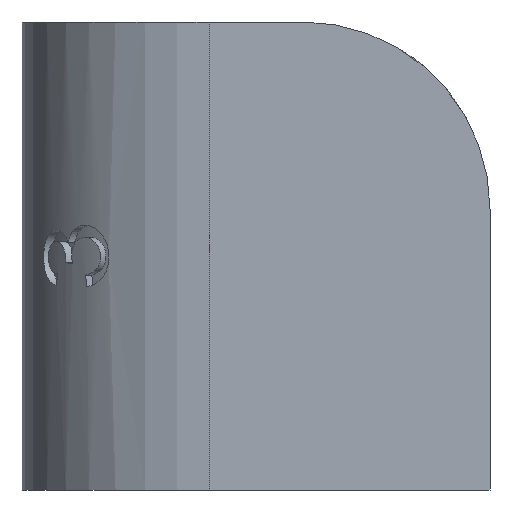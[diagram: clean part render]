
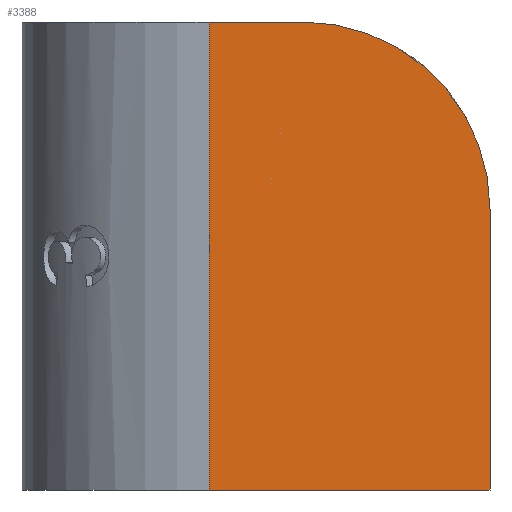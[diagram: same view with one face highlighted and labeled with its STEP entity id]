
A CAD part, front view. The second image highlights one B-rep face of the part: STEP entity #3388.
In plain terms, the highlighted planar face has unit normal (0, -1, 0).
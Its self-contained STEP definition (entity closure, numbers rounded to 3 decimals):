
#3227=CARTESIAN_POINT('',(12.5,-12.5,0.));
#3228=VERTEX_POINT('',#3227);
#3252=CARTESIAN_POINT('',(12.5,-12.5,15.));
#3253=VERTEX_POINT('',#3252);
#3260=CARTESIAN_POINT('',(12.5,-12.5,15.));
#3261=DIRECTION('',(0.,0.,-1.));
#3262=VECTOR('',#3261,15.);
#3263=LINE('',#3260,#3262);
#3264=EDGE_CURVE('',#3253,#3228,#3263,.T.);
#3349=CARTESIAN_POINT('',(0.,-12.5,25.));
#3350=DIRECTION('',(0.,-1.,0.));
#3351=DIRECTION('',(0.,0.,-1.));
#3352=AXIS2_PLACEMENT_3D('',#3349,#3350,#3351);
#3353=PLANE('',#3352);
#3354=CARTESIAN_POINT('',(2.5,-12.5,25.));
#3355=VERTEX_POINT('',#3354);
#3356=CARTESIAN_POINT('',(-2.5,-12.5,25.));
#3357=VERTEX_POINT('',#3356);
#3358=CARTESIAN_POINT('',(2.5,-12.5,25.));
#3359=DIRECTION('',(-1.,0.,0.));
#3360=VECTOR('',#3359,5.);
#3361=LINE('',#3358,#3360);
#3362=EDGE_CURVE('',#3355,#3357,#3361,.T.);
#3363=ORIENTED_EDGE('',*,*,#3362,.T.);
#3364=CARTESIAN_POINT('',(-2.5,-12.5,0.));
#3365=VERTEX_POINT('',#3364);
#3366=CARTESIAN_POINT('',(-2.5,-12.5,25.));
#3367=DIRECTION('',(0.,0.,-1.));
#3368=VECTOR('',#3367,25.);
#3369=LINE('',#3366,#3368);
#3370=EDGE_CURVE('',#3357,#3365,#3369,.T.);
#3371=ORIENTED_EDGE('',*,*,#3370,.T.);
#3372=CARTESIAN_POINT('',(12.5,-12.5,0.));
#3373=DIRECTION('',(-1.,0.,0.));
#3374=VECTOR('',#3373,15.);
#3375=LINE('',#3372,#3374);
#3376=EDGE_CURVE('',#3228,#3365,#3375,.T.);
#3377=ORIENTED_EDGE('',*,*,#3376,.F.);
#3378=ORIENTED_EDGE('',*,*,#3264,.F.);
#3379=CARTESIAN_POINT('',(2.5,-12.5,15.));
#3380=DIRECTION('',(0.,-1.,0.));
#3381=DIRECTION('',(0.,0.,-1.));
#3382=AXIS2_PLACEMENT_3D('',#3379,#3380,#3381);
#3383=CIRCLE('',#3382,10.);
#3384=EDGE_CURVE('',#3253,#3355,#3383,.T.);
#3385=ORIENTED_EDGE('',*,*,#3384,.T.);
#3386=EDGE_LOOP('',(#3363,#3371,#3377,#3378,#3385));
#3387=FACE_BOUND('',#3386,.T.);
#3388=ADVANCED_FACE('',(#3387),#3353,.T.);
